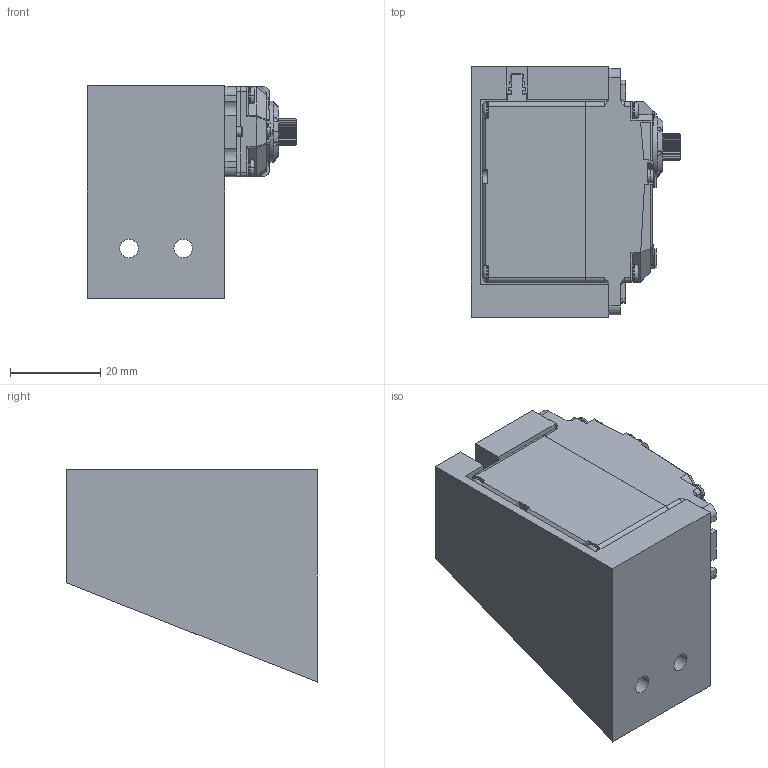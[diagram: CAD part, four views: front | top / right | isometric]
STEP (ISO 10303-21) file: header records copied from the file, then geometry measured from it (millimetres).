
FILE_DESCRIPTION((''),'2;1');
FILE_NAME('MOTOR_1_LEFT_2','2022-06-16T14:44:19',('andyc'),(''),'CREO PARAMETRIC BY PTC INC, 2021404','CREO PARAMETRIC BY PTC INC, 2021404','');
FILE_SCHEMA(('CONFIG_CONTROL_DESIGN'));
Length unit declared in the file: inch
Products named in the file (1): MOTOR_1_LEFT_2
Bounding box: 46.4 x 55.5 x 47 mm (x, y, z)
Volume: 35440 mm3; surface area: 26825.5 mm2
Topology: 1 solids, 1 shells, 1419 faces, 3736 edges, 2361 vertices
Faces by surface type: plane 579, cylinder 482, cone 258, torus 60, bspline 40
Entity records: 53941 total; most frequent: CARTESIAN_POINT 18686, ORIENTED_EDGE 7472, DIRECTION 7367, EDGE_CURVE 3736, AXIS2_PLACEMENT_3D 2652, VERTEX_POINT 2361, VECTOR 2063, LINE 2063
